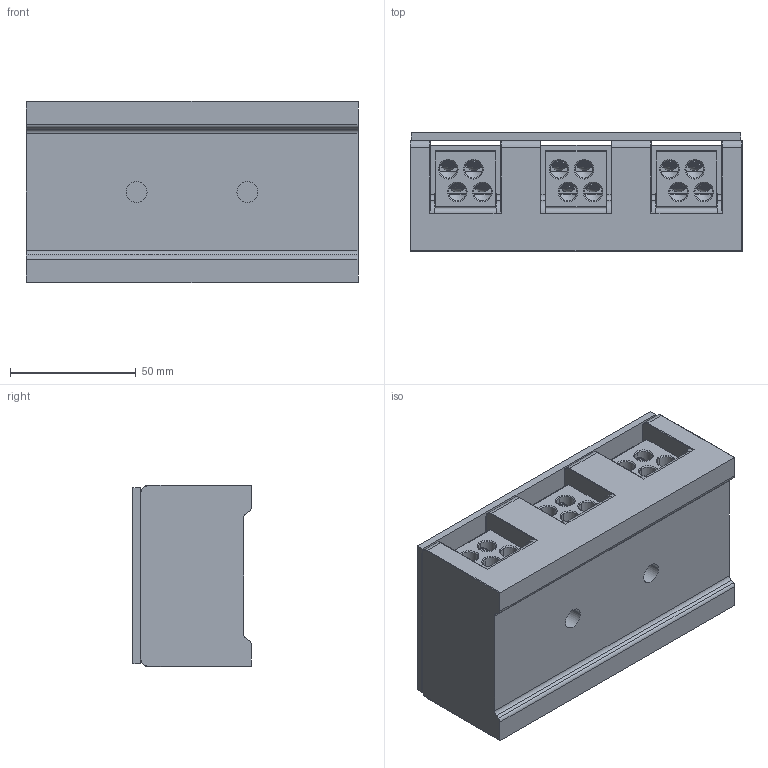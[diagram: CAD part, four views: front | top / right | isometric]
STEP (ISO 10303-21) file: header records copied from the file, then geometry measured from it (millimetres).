
FILE_DESCRIPTION((''),'2;1');
FILE_NAME('UDJ-2003_4_16','2024-07-04T',('dell'),(''),'PRO/ENGINEER BY PARAMETRIC TECHNOLOGY CORPORATION, 2013230','PRO/ENGINEER BY PARAMETRIC TECHNOLOGY CORPORATION, 2013230','');
FILE_SCHEMA(('AUTOMOTIVE_DESIGN { 1 0 10303 214 1 1 1 1 }'));
Products named in the file (1): UDJ-2003_4_16
Bounding box: 132 x 47 x 72 mm (x, y, z)
Volume: 301494.9 mm3; surface area: 91122.7 mm2
Topology: 1 solids, 32 shells, 2150 faces, 6455 edges, 4177 vertices
Faces by surface type: plane 1177, cylinder 547, cone 180, bspline 175, sphere 36, torus 28, extrusion 7
Entity records: 101242 total; most frequent: CARTESIAN_POINT 45929, ORIENTED_EDGE 12778, DIRECTION 9828, EDGE_CURVE 6389, VERTEX_POINT 4177, VECTOR 3690, LINE 3683, AXIS2_PLACEMENT_3D 3069
